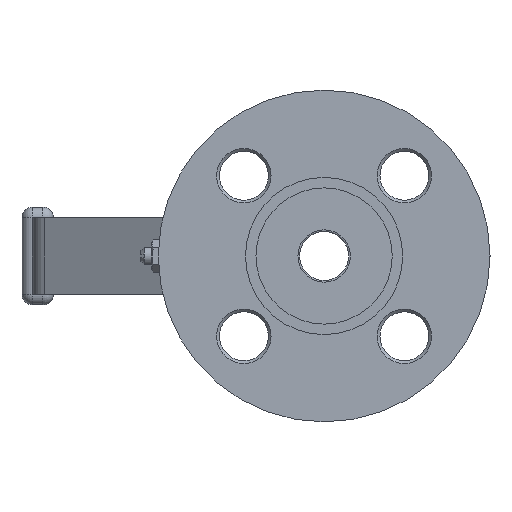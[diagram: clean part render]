
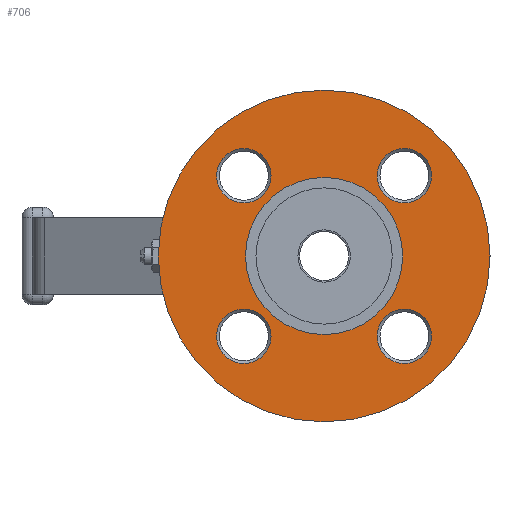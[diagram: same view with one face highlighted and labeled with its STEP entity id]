
A CAD part, left-side view. The second image highlights one B-rep face of the part: STEP entity #706.
In plain terms, the highlighted planar face has unit normal (-1, 0, 0).
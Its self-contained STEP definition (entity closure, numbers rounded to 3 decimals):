
#706=ADVANCED_FACE('',(#2509,#2511,#2513,#2515,#2517,#2519),#2521,.T.);
#2509=FACE_BOUND('',#2510,.T.);
#2510=EDGE_LOOP('',(#3856));
#2511=FACE_BOUND('',#2512,.T.);
#2512=EDGE_LOOP('',(#3857));
#2513=FACE_BOUND('',#2514,.T.);
#2514=EDGE_LOOP('',(#3858));
#2515=FACE_BOUND('',#2516,.T.);
#2516=EDGE_LOOP('',(#3859));
#2517=FACE_BOUND('',#2518,.T.);
#2518=EDGE_LOOP('',(#3860));
#2519=FACE_BOUND('',#2520,.T.);
#2520=EDGE_LOOP('',(#3861));
#2521=PLANE('',#2522);
#2522=AXIS2_PLACEMENT_3D('',#2523,#2524,#2525);
#2523=CARTESIAN_POINT('',(-64.,0.,0.));
#2524=DIRECTION('',(-1.,0.,0.));
#2525=DIRECTION('',(0.,-1.,0.));
#3856=ORIENTED_EDGE('',*,*,#4511,.T.);
#3857=ORIENTED_EDGE('',*,*,#4535,.F.);
#3858=ORIENTED_EDGE('',*,*,#4536,.T.);
#3859=ORIENTED_EDGE('',*,*,#4537,.T.);
#3860=ORIENTED_EDGE('',*,*,#4538,.T.);
#3861=ORIENTED_EDGE('',*,*,#4539,.T.);
#4511=EDGE_CURVE('',#5024,#5024,#5025,.T.);
#4535=EDGE_CURVE('',#5070,#5070,#5071,.T.);
#4536=EDGE_CURVE('',#5072,#5072,#5073,.F.);
#4537=EDGE_CURVE('',#5074,#5074,#5075,.F.);
#4538=EDGE_CURVE('',#5076,#5076,#5077,.F.);
#4539=EDGE_CURVE('',#5078,#5078,#5079,.F.);
#5024=VERTEX_POINT('',#6367);
#5025=CIRCLE('',#6368,47.5);
#5070=VERTEX_POINT('',#6476);
#5071=CIRCLE('',#6477,22.5);
#5072=VERTEX_POINT('',#6481);
#5073=CIRCLE('',#6482,7.8);
#5074=VERTEX_POINT('',#6486);
#5075=CIRCLE('',#6487,7.8);
#5076=VERTEX_POINT('',#6491);
#5077=CIRCLE('',#6492,7.8);
#5078=VERTEX_POINT('',#6496);
#5079=CIRCLE('',#6497,7.8);
#6367=CARTESIAN_POINT('',(-64.,-47.5,0.));
#6368=AXIS2_PLACEMENT_3D('',#6369,#6370,#6371);
#6369=CARTESIAN_POINT('',(-64.,0.,0.));
#6370=DIRECTION('',(-1.,0.,0.));
#6371=DIRECTION('',(0.,-1.,0.));
#6476=CARTESIAN_POINT('',(-64.,-22.5,0.));
#6477=AXIS2_PLACEMENT_3D('',#6478,#6479,#6480);
#6478=CARTESIAN_POINT('',(-64.,0.,0.));
#6479=DIRECTION('',(-1.,0.,0.));
#6480=DIRECTION('',(0.,-1.,0.));
#6481=CARTESIAN_POINT('',(-64.,22.981,30.781));
#6482=AXIS2_PLACEMENT_3D('',#6483,#6484,#6485);
#6483=CARTESIAN_POINT('',(-64.,22.981,22.981));
#6484=DIRECTION('',(-1.,0.,0.));
#6485=DIRECTION('',(0.,0.,1.));
#6486=CARTESIAN_POINT('',(-64.,-22.981,-30.781));
#6487=AXIS2_PLACEMENT_3D('',#6488,#6489,#6490);
#6488=CARTESIAN_POINT('',(-64.,-22.981,-22.981));
#6489=DIRECTION('',(-1.,0.,0.));
#6490=DIRECTION('',(0.,0.,-1.));
#6491=CARTESIAN_POINT('',(-64.,-30.781,22.981));
#6492=AXIS2_PLACEMENT_3D('',#6493,#6494,#6495);
#6493=CARTESIAN_POINT('',(-64.,-22.981,22.981));
#6494=DIRECTION('',(-1.,0.,0.));
#6495=DIRECTION('',(0.,-1.,0.));
#6496=CARTESIAN_POINT('',(-64.,30.781,-22.981));
#6497=AXIS2_PLACEMENT_3D('',#6498,#6499,#6500);
#6498=CARTESIAN_POINT('',(-64.,22.981,-22.981));
#6499=DIRECTION('',(-1.,0.,0.));
#6500=DIRECTION('',(0.,1.,0.));
